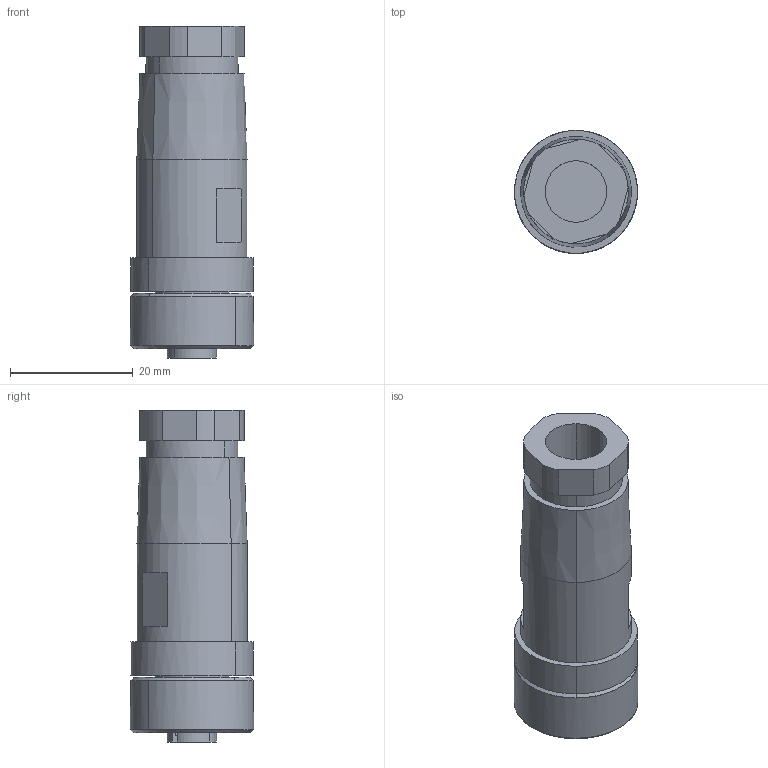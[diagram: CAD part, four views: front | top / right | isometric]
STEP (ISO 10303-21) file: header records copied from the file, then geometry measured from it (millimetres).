
FILE_DESCRIPTION(('CATIA V5 STEP Exchange','CAx-IF Rec.Pracs.--- Model Styling and Organization---1.4--- 2014-01-23'),'2;1');
FILE_NAME ('003115-1_0', '2021-03-08T10:31:03+00:00', ('none'), ('Weidmueller'), 'CATIA Version 5-6 Release 2016 SP3 HF44', 'CATIA V5 STEP AP214', 'none');
FILE_SCHEMA(('AUTOMOTIVE_DESIGN { 1 0 10303 214 1 1 1 1 }'));
Length unit declared in the file: millimetre
Products named in the file (1): 1007090000
Bounding box: 20.04 x 20.04 x 54 mm (x, y, z)
Volume: 8587.3 mm3; surface area: 6346.9 mm2
Topology: 1 solids, 1 shells, 90 faces, 206 edges, 136 vertices
Faces by surface type: cylinder 43, plane 39, cone 8
Entity records: 2979 total; most frequent: CARTESIAN_POINT 989, ORIENTED_EDGE 412, DIRECTION 348, EDGE_CURVE 206, AXIS2_PLACEMENT_3D 155, VERTEX_POINT 136, EDGE_LOOP 108, VECTOR 104
